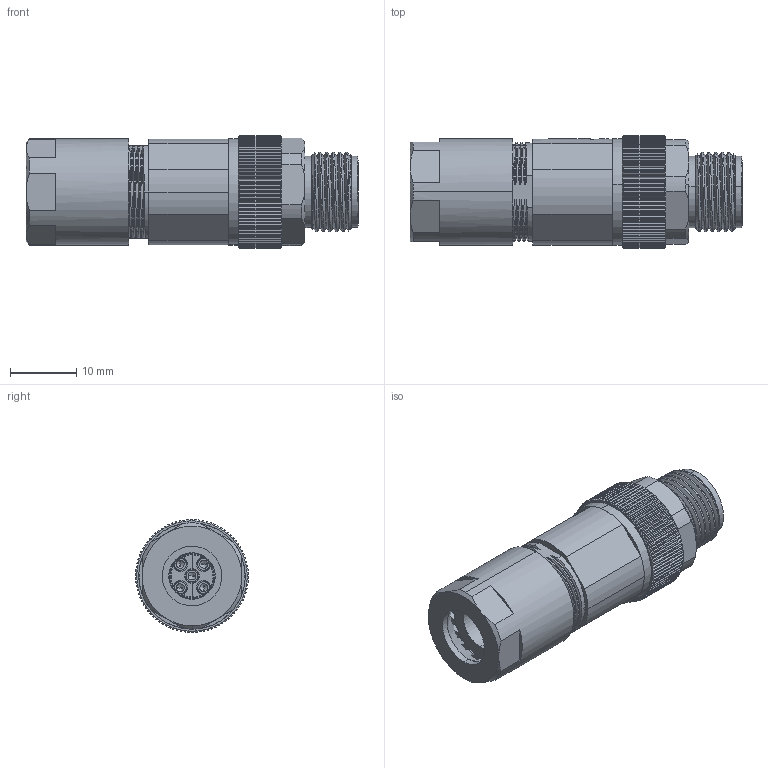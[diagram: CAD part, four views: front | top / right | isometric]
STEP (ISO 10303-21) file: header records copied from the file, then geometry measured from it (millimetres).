
FILE_DESCRIPTION (( 'STEP AP214' ), '1' );
FILE_NAME ('55-00252.STEP', '2024-04-10T18:14:48', ( '' ), ( '' ), 'SwSTEP 2.0', 'SolidWorks 2021', '' );
FILE_SCHEMA (( 'AUTOMOTIVE_DESIGN' ));
Length unit declared in the file: millimetre
Products named in the file (16): 55-00252; 55-00252-14___; 55-00252-07___; 55-00252-11___; 55-00252-04___; 55-00252-13___; 55-00252-01___; 55-00252-09___; 55-00252-06___; 55-00252-15___; 55-00252-08___; 55-00252-10___; 55-00252-03___; 55-00252-05___; 55-00252-12___; 55-00252-02___
Assembly tree (19 placements, depth 2):
  55-00252
    55-00252-01___
    55-00252-02___
    55-00252-03___
    55-00252-04___
    55-00252-05___
    55-00252-06___
    55-00252-07___
    55-00252-08___
    55-00252-09___
    55-00252-10___
    55-00252-11___
    55-00252-12___
    55-00252-13___
    55-00252-14___
    55-00252-15___  x5
Bounding box: 50 x 17 x 17 mm (x, y, z)
Volume: 6305.5 mm3; surface area: 13942.6 mm2
Topology: 20 solids, 20 shells, 1701 faces, 4387 edges, 2739 vertices
Faces by surface type: plane 629, cylinder 438, cone 311, bspline 309, sphere 10, torus 4
Entity records: 83160 total; most frequent: CARTESIAN_POINT 46560, ORIENTED_EDGE 8314, DIRECTION 6500, EDGE_CURVE 4157, VERTEX_POINT 2609, AXIS2_PLACEMENT_3D 2607, EDGE_LOOP 1660, ADVANCED_FACE 1601
